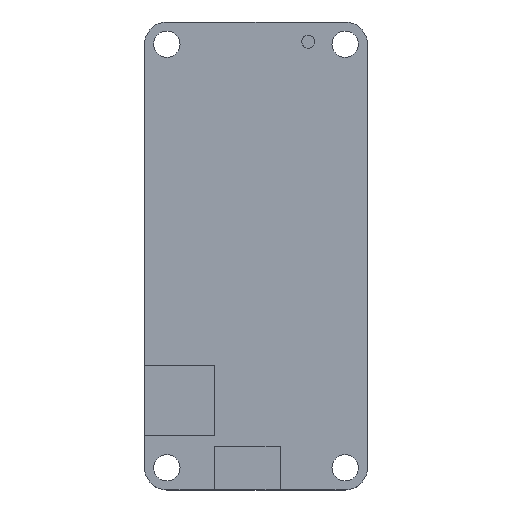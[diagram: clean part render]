
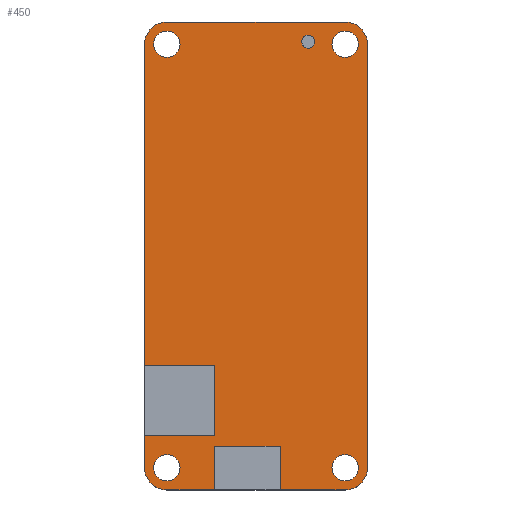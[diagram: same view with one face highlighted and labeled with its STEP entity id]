
A CAD part, top view. The second image highlights one B-rep face of the part: STEP entity #450.
In plain terms, the highlighted planar face has unit normal (0, 0, 1).
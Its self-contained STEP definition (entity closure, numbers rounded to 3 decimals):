
#15=FACE_BOUND('',#70,.T.);
#16=FACE_BOUND('',#71,.T.);
#17=FACE_BOUND('',#72,.T.);
#18=FACE_BOUND('',#73,.T.);
#19=FACE_BOUND('',#74,.T.);
#29=PLANE('',#490);
#45=FACE_OUTER_BOUND('',#69,.T.);
#69=EDGE_LOOP('',(#330,#331,#332,#333,#334,#335,#336,#337,#338,#339,#340,
#341,#342,#343,#344,#345));
#70=EDGE_LOOP('',(#346));
#71=EDGE_LOOP('',(#347));
#72=EDGE_LOOP('',(#348));
#73=EDGE_LOOP('',(#349));
#74=EDGE_LOOP('',(#350));
#97=LINE('',#666,#142);
#101=LINE('',#674,#146);
#104=LINE('',#680,#149);
#108=LINE('',#688,#153);
#109=LINE('',#692,#154);
#110=LINE('',#694,#155);
#111=LINE('',#696,#156);
#112=LINE('',#698,#157);
#113=LINE('',#700,#158);
#114=LINE('',#704,#159);
#115=LINE('',#708,#160);
#116=LINE('',#711,#161);
#142=VECTOR('',#537,10.);
#146=VECTOR('',#543,10.);
#149=VECTOR('',#548,10.);
#153=VECTOR('',#556,10.);
#154=VECTOR('',#559,10.);
#155=VECTOR('',#560,10.);
#156=VECTOR('',#561,10.);
#157=VECTOR('',#562,10.);
#158=VECTOR('',#563,10.);
#159=VECTOR('',#566,10.);
#160=VECTOR('',#569,10.);
#161=VECTOR('',#572,10.);
#187=CIRCLE('',#484,0.75);
#188=CIRCLE('',#491,2.54);
#189=CIRCLE('',#492,2.54);
#190=CIRCLE('',#493,2.54);
#191=CIRCLE('',#494,2.54);
#192=CIRCLE('',#495,1.5);
#193=CIRCLE('',#496,1.5);
#194=CIRCLE('',#497,1.5);
#195=CIRCLE('',#498,1.5);
#205=VERTEX_POINT('',#659);
#206=VERTEX_POINT('',#664);
#207=VERTEX_POINT('',#665);
#210=VERTEX_POINT('',#673);
#212=VERTEX_POINT('',#679);
#214=VERTEX_POINT('',#687);
#215=VERTEX_POINT('',#689);
#216=VERTEX_POINT('',#691);
#217=VERTEX_POINT('',#693);
#218=VERTEX_POINT('',#695);
#219=VERTEX_POINT('',#697);
#220=VERTEX_POINT('',#699);
#221=VERTEX_POINT('',#701);
#222=VERTEX_POINT('',#703);
#223=VERTEX_POINT('',#705);
#224=VERTEX_POINT('',#707);
#225=VERTEX_POINT('',#709);
#226=VERTEX_POINT('',#712);
#227=VERTEX_POINT('',#714);
#228=VERTEX_POINT('',#716);
#229=VERTEX_POINT('',#718);
#248=EDGE_CURVE('',#205,#205,#187,.T.);
#249=EDGE_CURVE('',#206,#207,#97,.T.);
#253=EDGE_CURVE('',#207,#210,#101,.T.);
#256=EDGE_CURVE('',#210,#212,#104,.T.);
#260=EDGE_CURVE('',#212,#214,#108,.T.);
#261=EDGE_CURVE('',#214,#215,#188,.T.);
#262=EDGE_CURVE('',#215,#216,#109,.T.);
#263=EDGE_CURVE('',#216,#217,#110,.T.);
#264=EDGE_CURVE('',#217,#218,#111,.T.);
#265=EDGE_CURVE('',#218,#219,#112,.T.);
#266=EDGE_CURVE('',#219,#220,#113,.T.);
#267=EDGE_CURVE('',#220,#221,#189,.T.);
#268=EDGE_CURVE('',#221,#222,#114,.T.);
#269=EDGE_CURVE('',#222,#223,#190,.T.);
#270=EDGE_CURVE('',#223,#224,#115,.T.);
#271=EDGE_CURVE('',#224,#225,#191,.T.);
#272=EDGE_CURVE('',#225,#206,#116,.T.);
#273=EDGE_CURVE('',#226,#226,#192,.T.);
#274=EDGE_CURVE('',#227,#227,#193,.T.);
#275=EDGE_CURVE('',#228,#228,#194,.T.);
#276=EDGE_CURVE('',#229,#229,#195,.T.);
#330=ORIENTED_EDGE('',*,*,#249,.T.);
#331=ORIENTED_EDGE('',*,*,#253,.T.);
#332=ORIENTED_EDGE('',*,*,#256,.T.);
#333=ORIENTED_EDGE('',*,*,#260,.T.);
#334=ORIENTED_EDGE('',*,*,#261,.T.);
#335=ORIENTED_EDGE('',*,*,#262,.T.);
#336=ORIENTED_EDGE('',*,*,#263,.T.);
#337=ORIENTED_EDGE('',*,*,#264,.T.);
#338=ORIENTED_EDGE('',*,*,#265,.T.);
#339=ORIENTED_EDGE('',*,*,#266,.T.);
#340=ORIENTED_EDGE('',*,*,#267,.T.);
#341=ORIENTED_EDGE('',*,*,#268,.T.);
#342=ORIENTED_EDGE('',*,*,#269,.T.);
#343=ORIENTED_EDGE('',*,*,#270,.T.);
#344=ORIENTED_EDGE('',*,*,#271,.T.);
#345=ORIENTED_EDGE('',*,*,#272,.T.);
#346=ORIENTED_EDGE('',*,*,#248,.T.);
#347=ORIENTED_EDGE('',*,*,#273,.T.);
#348=ORIENTED_EDGE('',*,*,#274,.T.);
#349=ORIENTED_EDGE('',*,*,#275,.T.);
#350=ORIENTED_EDGE('',*,*,#276,.T.);
#450=ADVANCED_FACE('',(#45,#15,#16,#17,#18,#19),#29,.T.);
#484=AXIS2_PLACEMENT_3D('',#661,#531,#532);
#490=AXIS2_PLACEMENT_3D('',#686,#554,#555);
#491=AXIS2_PLACEMENT_3D('',#690,#557,#558);
#492=AXIS2_PLACEMENT_3D('',#702,#564,#565);
#493=AXIS2_PLACEMENT_3D('',#706,#567,#568);
#494=AXIS2_PLACEMENT_3D('',#710,#570,#571);
#495=AXIS2_PLACEMENT_3D('',#713,#573,#574);
#496=AXIS2_PLACEMENT_3D('',#715,#575,#576);
#497=AXIS2_PLACEMENT_3D('',#717,#577,#578);
#498=AXIS2_PLACEMENT_3D('',#719,#579,#580);
#531=DIRECTION('center_axis',(0.,0.,-1.));
#532=DIRECTION('ref_axis',(0.,1.,0.));
#537=DIRECTION('',(1.,0.,0.));
#543=DIRECTION('',(0.,-1.,0.));
#548=DIRECTION('',(-1.,0.,0.));
#554=DIRECTION('center_axis',(0.,0.,1.));
#555=DIRECTION('ref_axis',(1.,0.,0.));
#556=DIRECTION('',(0.,-1.,0.));
#557=DIRECTION('center_axis',(0.,0.,1.));
#558=DIRECTION('ref_axis',(-1.,0.,0.));
#559=DIRECTION('',(1.,0.,0.));
#560=DIRECTION('',(0.,1.,0.));
#561=DIRECTION('',(1.,0.,0.));
#562=DIRECTION('',(0.,-1.,0.));
#563=DIRECTION('',(1.,0.,0.));
#564=DIRECTION('center_axis',(0.,0.,1.));
#565=DIRECTION('ref_axis',(0.,-1.,0.));
#566=DIRECTION('',(0.,1.,0.));
#567=DIRECTION('center_axis',(0.,0.,1.));
#568=DIRECTION('ref_axis',(1.,0.,0.));
#569=DIRECTION('',(-1.,0.,0.));
#570=DIRECTION('center_axis',(0.,0.,1.));
#571=DIRECTION('ref_axis',(0.,1.,0.));
#572=DIRECTION('',(0.,-1.,0.));
#573=DIRECTION('center_axis',(0.,0.,-1.));
#574=DIRECTION('ref_axis',(0.,1.,0.));
#575=DIRECTION('center_axis',(0.,0.,-1.));
#576=DIRECTION('ref_axis',(0.,1.,0.));
#577=DIRECTION('center_axis',(0.,0.,-1.));
#578=DIRECTION('ref_axis',(0.,1.,0.));
#579=DIRECTION('center_axis',(0.,0.,-1.));
#580=DIRECTION('ref_axis',(0.,1.,0.));
#659=CARTESIAN_POINT('',(32.75,35.5,6.5));
#661=CARTESIAN_POINT('Origin',(32.75,36.25,6.5));
#664=CARTESIAN_POINT('',(14.1,-0.68,6.5));
#665=CARTESIAN_POINT('',(22.1,-0.68,6.5));
#666=CARTESIAN_POINT('',(24.45,-0.68,6.5));
#673=CARTESIAN_POINT('',(22.1,-8.68,6.5));
#674=CARTESIAN_POINT('',(22.1,1.575,6.5));
#679=CARTESIAN_POINT('',(14.1,-8.68,6.5));
#680=CARTESIAN_POINT('',(20.45,-8.68,6.5));
#686=CARTESIAN_POINT('Origin',(26.8,11.83,6.5));
#687=CARTESIAN_POINT('',(14.1,-12.3,6.5));
#688=CARTESIAN_POINT('',(14.1,-12.3,6.5));
#689=CARTESIAN_POINT('',(16.64,-14.84,6.5));
#690=CARTESIAN_POINT('Origin',(16.64,-12.3,6.5));
#691=CARTESIAN_POINT('',(22.056,-14.84,6.5));
#692=CARTESIAN_POINT('',(22.056,-14.84,6.5));
#693=CARTESIAN_POINT('',(22.056,-9.84,6.5));
#694=CARTESIAN_POINT('',(22.056,0.995,6.5));
#695=CARTESIAN_POINT('',(29.556,-9.84,6.5));
#696=CARTESIAN_POINT('',(28.178,-9.84,6.5));
#697=CARTESIAN_POINT('',(29.556,-14.84,6.5));
#698=CARTESIAN_POINT('',(29.556,-1.505,6.5));
#699=CARTESIAN_POINT('',(36.96,-14.84,6.5));
#700=CARTESIAN_POINT('',(22.056,-14.84,6.5));
#701=CARTESIAN_POINT('',(39.5,-12.3,6.5));
#702=CARTESIAN_POINT('Origin',(36.96,-12.3,6.5));
#703=CARTESIAN_POINT('',(39.5,35.96,6.5));
#704=CARTESIAN_POINT('',(39.5,35.96,6.5));
#705=CARTESIAN_POINT('',(36.96,38.5,6.5));
#706=CARTESIAN_POINT('Origin',(36.96,35.96,6.5));
#707=CARTESIAN_POINT('',(16.64,38.5,6.5));
#708=CARTESIAN_POINT('',(16.64,38.5,6.5));
#709=CARTESIAN_POINT('',(14.1,35.96,6.5));
#710=CARTESIAN_POINT('Origin',(16.64,35.96,6.5));
#711=CARTESIAN_POINT('',(14.1,-12.3,6.5));
#712=CARTESIAN_POINT('',(36.96,-13.8,6.5));
#713=CARTESIAN_POINT('Origin',(36.96,-12.3,6.5));
#714=CARTESIAN_POINT('',(16.64,34.46,6.5));
#715=CARTESIAN_POINT('Origin',(16.64,35.96,6.5));
#716=CARTESIAN_POINT('',(36.96,34.46,6.5));
#717=CARTESIAN_POINT('Origin',(36.96,35.96,6.5));
#718=CARTESIAN_POINT('',(16.64,-13.8,6.5));
#719=CARTESIAN_POINT('Origin',(16.64,-12.3,6.5));
